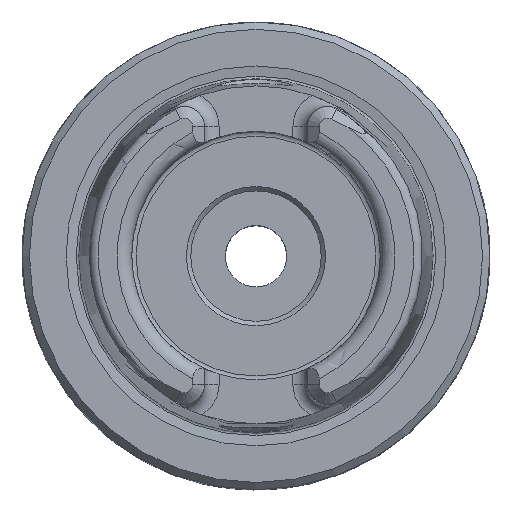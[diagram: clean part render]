
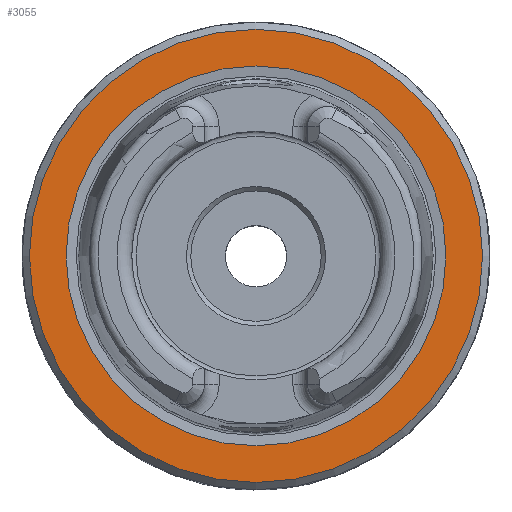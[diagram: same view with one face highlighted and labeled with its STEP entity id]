
A CAD part, top view. The second image highlights one B-rep face of the part: STEP entity #3055.
In plain terms, the highlighted planar face has unit normal (0, 0, 1).
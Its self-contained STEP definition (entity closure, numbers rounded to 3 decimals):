
#892=ORIENTED_EDGE('',*,*,#1243,.T.);
#893=ORIENTED_EDGE('',*,*,#1242,.F.);
#1242=EDGE_CURVE('',#1452,#1452,#1563,.T.);
#1243=EDGE_CURVE('',#1453,#1453,#1564,.T.);
#1452=VERTEX_POINT('',#4934);
#1453=VERTEX_POINT('',#4937);
#1563=CIRCLE('',#3289,12.99);
#1564=CIRCLE('',#3291,15.5);
#1722=EDGE_LOOP('',(#892));
#1723=EDGE_LOOP('',(#893));
#1909=FACE_BOUND('',#1722,.T.);
#1910=FACE_BOUND('',#1723,.T.);
#2001=PLANE('',#3290);
#3055=ADVANCED_FACE('',(#1909,#1910),#2001,.T.);
#3289=AXIS2_PLACEMENT_3D('',#4933,#3843,#3844);
#3290=AXIS2_PLACEMENT_3D('',#4935,#3845,#3846);
#3291=AXIS2_PLACEMENT_3D('',#4936,#3847,#3848);
#3843=DIRECTION('',(0.,0.,1.));
#3844=DIRECTION('',(1.,0.,0.));
#3845=DIRECTION('',(0.,0.,1.));
#3846=DIRECTION('',(1.,0.,0.));
#3847=DIRECTION('',(0.,0.,1.));
#3848=DIRECTION('',(1.,0.,0.));
#4933=CARTESIAN_POINT('',(0.,0.,0.));
#4934=CARTESIAN_POINT('',(12.99,0.,0.));
#4935=CARTESIAN_POINT('',(12.99,0.,0.));
#4936=CARTESIAN_POINT('',(0.,0.,0.));
#4937=CARTESIAN_POINT('',(15.5,0.,0.));
